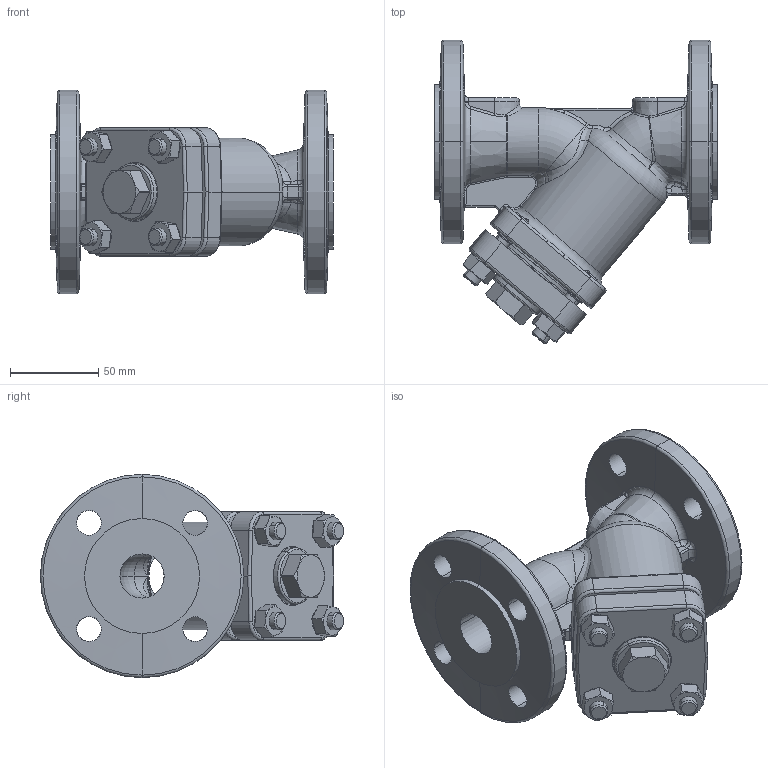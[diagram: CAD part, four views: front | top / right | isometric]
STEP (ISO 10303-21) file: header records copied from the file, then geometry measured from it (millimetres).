
FILE_DESCRIPTION (( 'STEP AP203' ), '1' );
FILE_NAME ('821_DN25_PN16.STEP', '2010-01-08T11:29:59', ( 'Piotr Zlobecki' ), ( 'ZETKAMA SA' ), 'SwSTEP 2.0', 'SolidWorks 2010', '' );
FILE_SCHEMA (( 'CONFIG_CONTROL_DESIGN' ));
Length unit declared in the file: millimetre
Products named in the file (1): 821_DN25_PN16
Bounding box: 160 x 171.52 x 115 mm (x, y, z)
Volume: 602310.9 mm3; surface area: 139542 mm2
Topology: 11 solids, 11 shells, 631 faces, 1423 edges, 820 vertices
Faces by surface type: cylinder 199, plane 126, cone 109, bspline 100, torus 91, sphere 6
Entity records: 41220 total; most frequent: CARTESIAN_POINT 27504, DIRECTION 2857, ORIENTED_EDGE 2840, EDGE_CURVE 1420, AXIS2_PLACEMENT_3D 1219, VERTEX_POINT 820, CIRCLE 687, EDGE_LOOP 686
